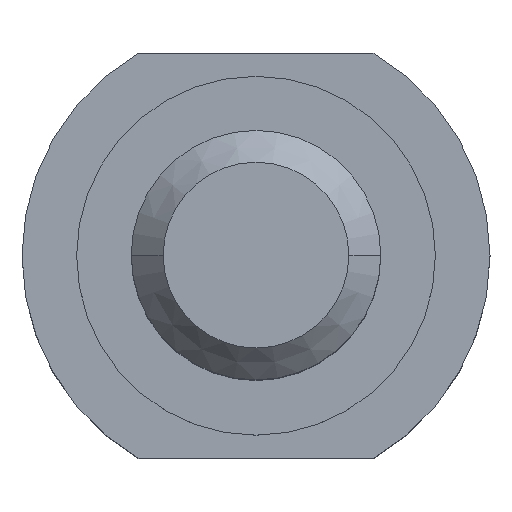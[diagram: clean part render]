
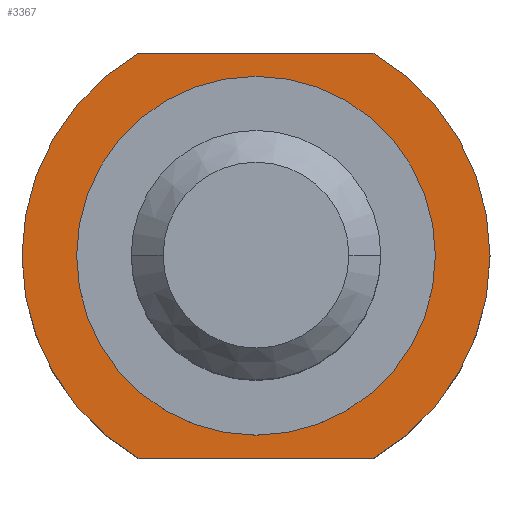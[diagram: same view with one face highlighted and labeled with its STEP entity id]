
A CAD part, top view. The second image highlights one B-rep face of the part: STEP entity #3367.
In plain terms, the highlighted planar face has unit normal (0, 0, 1).
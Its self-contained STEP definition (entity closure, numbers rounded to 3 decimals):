
#169 = CARTESIAN_POINT ( 'NONE',  ( 0., 6.495, 1.707 ) ) ;
#177 = FACE_BOUND ( 'NONE', #2315, .T. ) ;
#261 = DIRECTION ( 'NONE',  ( 0., 0., 1. ) ) ;
#348 = CARTESIAN_POINT ( 'NONE',  ( 5.75, 0., 1.707 ) ) ;
#519 = VERTEX_POINT ( 'NONE', #348 ) ;
#523 = ORIENTED_EDGE ( 'NONE', *, *, #2772, .F. ) ;
#568 = CARTESIAN_POINT ( 'NONE',  ( 3.75, 6.495, 1.707 ) ) ;
#590 = DIRECTION ( 'NONE',  ( 0., 0., 1. ) ) ;
#613 = LINE ( 'NONE', #2093, #3225 ) ;
#669 = DIRECTION ( 'NONE',  ( 1., 0., 0. ) ) ;
#763 = ORIENTED_EDGE ( 'NONE', *, *, #2042, .F. ) ;
#816 = VERTEX_POINT ( 'NONE', #568 ) ;
#820 = ORIENTED_EDGE ( 'NONE', *, *, #1741, .F. ) ;
#821 = CIRCLE ( 'NONE', #1744, 7.5 ) ;
#824 = CIRCLE ( 'NONE', #2900, 7.5 ) ;
#832 = CARTESIAN_POINT ( 'NONE',  ( -5.75, 0., 1.707 ) ) ;
#916 = VERTEX_POINT ( 'NONE', #2266 ) ;
#987 = DIRECTION ( 'NONE',  ( 0., 0., -1. ) ) ;
#996 = VERTEX_POINT ( 'NONE', #832 ) ;
#1177 = DIRECTION ( 'NONE',  ( 0., 0., -1. ) ) ;
#1190 = LINE ( 'NONE', #169, #1951 ) ;
#1231 = VERTEX_POINT ( 'NONE', #3547 ) ;
#1255 = DIRECTION ( 'NONE',  ( 1., 0., 0. ) ) ;
#1460 = VERTEX_POINT ( 'NONE', #2979 ) ;
#1545 = AXIS2_PLACEMENT_3D ( 'NONE', #3505, #1177, #1732 ) ;
#1655 = EDGE_CURVE ( 'NONE', #996, #519, #3402, .T. ) ;
#1718 = DIRECTION ( 'NONE',  ( 1., 0., 0. ) ) ;
#1732 = DIRECTION ( 'NONE',  ( -1., 0., 0. ) ) ;
#1741 = EDGE_CURVE ( 'NONE', #816, #3270, #1997, .T. ) ;
#1744 = AXIS2_PLACEMENT_3D ( 'NONE', #3253, #987, #3584 ) ;
#1756 = DIRECTION ( 'NONE',  ( 0., 0., 1. ) ) ;
#1843 = EDGE_CURVE ( 'NONE', #519, #996, #3616, .T. ) ;
#1893 = EDGE_LOOP ( 'NONE', ( #523, #2724, #820, #3035, #763 ) ) ;
#1943 = ORIENTED_EDGE ( 'NONE', *, *, #1843, .F. ) ;
#1951 = VECTOR ( 'NONE', #1255, 1000. ) ;
#1997 = CIRCLE ( 'NONE', #1545, 7.5 ) ;
#2042 = EDGE_CURVE ( 'NONE', #916, #1460, #824, .T. ) ;
#2048 = DIRECTION ( 'NONE',  ( 1., 0., 0. ) ) ;
#2063 = EDGE_CURVE ( 'NONE', #1231, #3270, #613, .T. ) ;
#2093 = CARTESIAN_POINT ( 'NONE',  ( 0., -6.495, 1.707 ) ) ;
#2266 = CARTESIAN_POINT ( 'NONE',  ( -7.5, 0., 1.707 ) ) ;
#2315 = EDGE_LOOP ( 'NONE', ( #3219, #1943 ) ) ;
#2346 = CARTESIAN_POINT ( 'NONE',  ( 0., 0., 1.707 ) ) ;
#2675 = DIRECTION ( 'NONE',  ( -1., 0., 0. ) ) ;
#2724 = ORIENTED_EDGE ( 'NONE', *, *, #2063, .T. ) ;
#2772 = EDGE_CURVE ( 'NONE', #1231, #916, #821, .T. ) ;
#2789 = EDGE_CURVE ( 'NONE', #1460, #816, #1190, .T. ) ;
#2820 = PLANE ( 'NONE',  #3410 ) ;
#2900 = AXIS2_PLACEMENT_3D ( 'NONE', #3243, #3234, #2675 ) ;
#2916 = DIRECTION ( 'NONE',  ( 1., 0., 0. ) ) ;
#2924 = CARTESIAN_POINT ( 'NONE',  ( 0., 0., 1.707 ) ) ;
#2979 = CARTESIAN_POINT ( 'NONE',  ( -3.75, 6.495, 1.707 ) ) ;
#3035 = ORIENTED_EDGE ( 'NONE', *, *, #2789, .F. ) ;
#3038 = AXIS2_PLACEMENT_3D ( 'NONE', #2346, #1756, #2048 ) ;
#3128 = FACE_OUTER_BOUND ( 'NONE', #1893, .T. ) ;
#3136 = CARTESIAN_POINT ( 'NONE',  ( 0., 4., 1.707 ) ) ;
#3171 = AXIS2_PLACEMENT_3D ( 'NONE', #2924, #590, #2916 ) ;
#3219 = ORIENTED_EDGE ( 'NONE', *, *, #1655, .F. ) ;
#3225 = VECTOR ( 'NONE', #669, 1000. ) ;
#3234 = DIRECTION ( 'NONE',  ( 0., 0., -1. ) ) ;
#3243 = CARTESIAN_POINT ( 'NONE',  ( 0., 0., 1.707 ) ) ;
#3253 = CARTESIAN_POINT ( 'NONE',  ( 0., 0., 1.707 ) ) ;
#3270 = VERTEX_POINT ( 'NONE', #3565 ) ;
#3367 = ADVANCED_FACE ( 'NONE', ( #177, #3128 ), #2820, .T. ) ;
#3402 = CIRCLE ( 'NONE', #3171, 5.75 ) ;
#3410 = AXIS2_PLACEMENT_3D ( 'NONE', #3136, #261, #1718 ) ;
#3505 = CARTESIAN_POINT ( 'NONE',  ( 0., 0., 1.707 ) ) ;
#3547 = CARTESIAN_POINT ( 'NONE',  ( -3.75, -6.495, 1.707 ) ) ;
#3565 = CARTESIAN_POINT ( 'NONE',  ( 3.75, -6.495, 1.707 ) ) ;
#3584 = DIRECTION ( 'NONE',  ( -1., 0., 0. ) ) ;
#3616 = CIRCLE ( 'NONE', #3038, 5.75 ) ;
